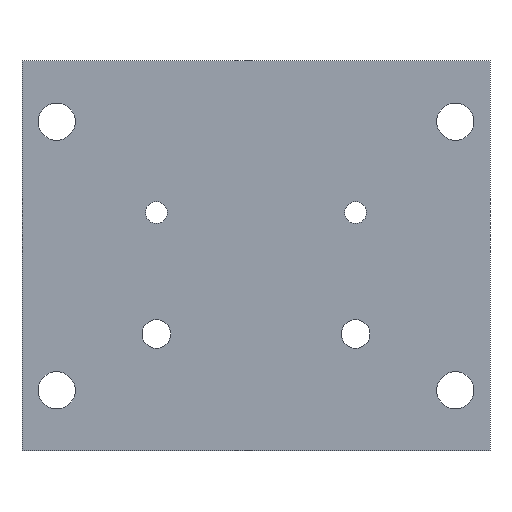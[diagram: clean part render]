
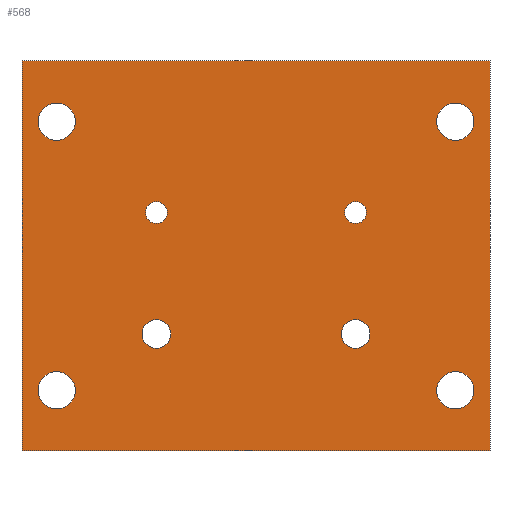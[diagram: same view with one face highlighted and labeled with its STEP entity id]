
A CAD part, front view. The second image highlights one B-rep face of the part: STEP entity #568.
In plain terms, the highlighted planar face has unit normal (0, -1, 0).
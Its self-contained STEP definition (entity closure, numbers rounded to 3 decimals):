
#28=FACE_BOUND('',#140,.T.);
#29=FACE_BOUND('',#141,.T.);
#30=FACE_BOUND('',#142,.T.);
#31=FACE_BOUND('',#143,.T.);
#32=FACE_BOUND('',#144,.T.);
#33=FACE_BOUND('',#145,.T.);
#34=FACE_BOUND('',#146,.T.);
#35=FACE_BOUND('',#147,.T.);
#48=PLANE('',#633);
#95=FACE_OUTER_BOUND('',#139,.T.);
#139=EDGE_LOOP('',(#524,#525,#526,#527));
#140=EDGE_LOOP('',(#528));
#141=EDGE_LOOP('',(#529));
#142=EDGE_LOOP('',(#530));
#143=EDGE_LOOP('',(#531));
#144=EDGE_LOOP('',(#532));
#145=EDGE_LOOP('',(#533));
#146=EDGE_LOOP('',(#534));
#147=EDGE_LOOP('',(#535));
#183=LINE('',#946,#225);
#185=LINE('',#950,#227);
#187=LINE('',#954,#229);
#189=LINE('',#957,#231);
#225=VECTOR('',#787,10.);
#227=VECTOR('',#791,10.);
#229=VECTOR('',#795,10.);
#231=VECTOR('',#799,10.);
#237=CIRCLE('',#581,2.15);
#239=CIRCLE('',#584,2.15);
#241=CIRCLE('',#587,1.25);
#243=CIRCLE('',#590,1.25);
#245=CIRCLE('',#593,1.65);
#247=CIRCLE('',#596,1.65);
#262=CIRCLE('',#625,2.15);
#263=CIRCLE('',#627,2.15);
#271=VERTEX_POINT('',#826);
#273=VERTEX_POINT('',#832);
#275=VERTEX_POINT('',#838);
#277=VERTEX_POINT('',#844);
#279=VERTEX_POINT('',#850);
#281=VERTEX_POINT('',#856);
#308=VERTEX_POINT('',#935);
#309=VERTEX_POINT('',#939);
#310=VERTEX_POINT('',#943);
#311=VERTEX_POINT('',#945);
#312=VERTEX_POINT('',#949);
#313=VERTEX_POINT('',#953);
#324=EDGE_CURVE('',#271,#271,#237,.T.);
#327=EDGE_CURVE('',#273,#273,#239,.T.);
#330=EDGE_CURVE('',#275,#275,#241,.T.);
#333=EDGE_CURVE('',#277,#277,#243,.T.);
#336=EDGE_CURVE('',#279,#279,#245,.T.);
#339=EDGE_CURVE('',#281,#281,#247,.T.);
#377=EDGE_CURVE('',#308,#308,#262,.T.);
#379=EDGE_CURVE('',#309,#309,#263,.T.);
#381=EDGE_CURVE('',#311,#310,#183,.T.);
#383=EDGE_CURVE('',#312,#311,#185,.T.);
#385=EDGE_CURVE('',#313,#312,#187,.T.);
#387=EDGE_CURVE('',#310,#313,#189,.T.);
#524=ORIENTED_EDGE('',*,*,#387,.T.);
#525=ORIENTED_EDGE('',*,*,#385,.T.);
#526=ORIENTED_EDGE('',*,*,#383,.T.);
#527=ORIENTED_EDGE('',*,*,#381,.T.);
#528=ORIENTED_EDGE('',*,*,#324,.T.);
#529=ORIENTED_EDGE('',*,*,#327,.T.);
#530=ORIENTED_EDGE('',*,*,#330,.T.);
#531=ORIENTED_EDGE('',*,*,#333,.T.);
#532=ORIENTED_EDGE('',*,*,#336,.T.);
#533=ORIENTED_EDGE('',*,*,#339,.T.);
#534=ORIENTED_EDGE('',*,*,#377,.T.);
#535=ORIENTED_EDGE('',*,*,#379,.T.);
#568=ADVANCED_FACE('',(#95,#28,#29,#30,#31,#32,#33,#34,#35),#48,.T.);
#581=AXIS2_PLACEMENT_3D('',#828,#661,#662);
#584=AXIS2_PLACEMENT_3D('',#834,#668,#669);
#587=AXIS2_PLACEMENT_3D('',#840,#675,#676);
#590=AXIS2_PLACEMENT_3D('',#846,#682,#683);
#593=AXIS2_PLACEMENT_3D('',#852,#689,#690);
#596=AXIS2_PLACEMENT_3D('',#858,#696,#697);
#625=AXIS2_PLACEMENT_3D('',#937,#777,#778);
#627=AXIS2_PLACEMENT_3D('',#941,#782,#783);
#633=AXIS2_PLACEMENT_3D('',#959,#802,#803);
#661=DIRECTION('center_axis',(0.,1.,0.));
#662=DIRECTION('ref_axis',(-1.,0.,0.));
#668=DIRECTION('center_axis',(0.,1.,0.));
#669=DIRECTION('ref_axis',(-1.,0.,0.));
#675=DIRECTION('center_axis',(0.,1.,0.));
#676=DIRECTION('ref_axis',(-1.,0.,0.));
#682=DIRECTION('center_axis',(0.,1.,0.));
#683=DIRECTION('ref_axis',(-1.,0.,0.));
#689=DIRECTION('center_axis',(0.,1.,0.));
#690=DIRECTION('ref_axis',(-1.,0.,0.));
#696=DIRECTION('center_axis',(0.,1.,0.));
#697=DIRECTION('ref_axis',(-1.,0.,0.));
#777=DIRECTION('center_axis',(0.,1.,0.));
#778=DIRECTION('ref_axis',(-1.,0.,0.));
#782=DIRECTION('center_axis',(0.,1.,0.));
#783=DIRECTION('ref_axis',(-1.,0.,0.));
#787=DIRECTION('',(0.,0.,1.));
#791=DIRECTION('',(1.,0.,0.));
#795=DIRECTION('',(0.,0.,-1.));
#799=DIRECTION('',(-1.,0.,0.));
#802=DIRECTION('center_axis',(0.,-1.,0.));
#803=DIRECTION('ref_axis',(0.,0.,-1.));
#826=CARTESIAN_POINT('',(41.65,-10.,31.5));
#828=CARTESIAN_POINT('Origin',(39.5,-10.,31.5));
#832=CARTESIAN_POINT('',(-4.35,-10.,31.5));
#834=CARTESIAN_POINT('Origin',(-6.5,-10.,31.5));
#838=CARTESIAN_POINT('',(6.25,-10.,21.));
#840=CARTESIAN_POINT('Origin',(5.,-10.,21.));
#844=CARTESIAN_POINT('',(29.25,-10.,21.));
#846=CARTESIAN_POINT('Origin',(28.,-10.,21.));
#850=CARTESIAN_POINT('',(6.65,-10.,7.));
#852=CARTESIAN_POINT('Origin',(5.,-10.,7.));
#856=CARTESIAN_POINT('',(29.65,-10.,7.));
#858=CARTESIAN_POINT('Origin',(28.,-10.,7.));
#935=CARTESIAN_POINT('',(-4.35,-10.,0.5));
#937=CARTESIAN_POINT('Origin',(-6.5,-10.,0.5));
#939=CARTESIAN_POINT('',(41.65,-10.,0.5));
#941=CARTESIAN_POINT('Origin',(39.5,-10.,0.5));
#943=CARTESIAN_POINT('',(43.5,-10.,38.5));
#945=CARTESIAN_POINT('',(43.5,-10.,-6.5));
#946=CARTESIAN_POINT('',(43.5,-10.,-6.5));
#949=CARTESIAN_POINT('',(-10.5,-10.,-6.5));
#950=CARTESIAN_POINT('',(-10.5,-10.,-6.5));
#953=CARTESIAN_POINT('',(-10.5,-10.,38.5));
#954=CARTESIAN_POINT('',(-10.5,-10.,38.5));
#957=CARTESIAN_POINT('',(43.5,-10.,38.5));
#959=CARTESIAN_POINT('Origin',(16.5,-10.,16.));
